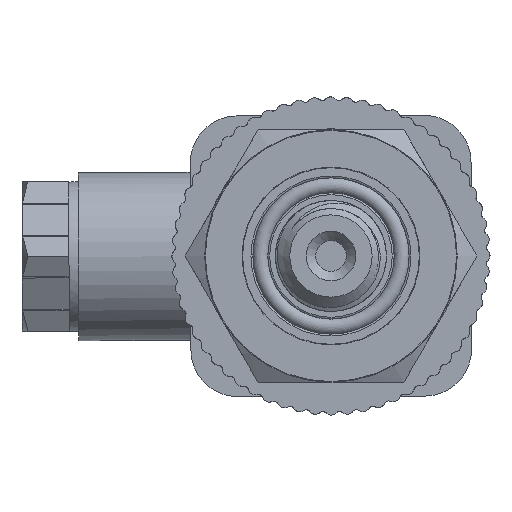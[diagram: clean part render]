
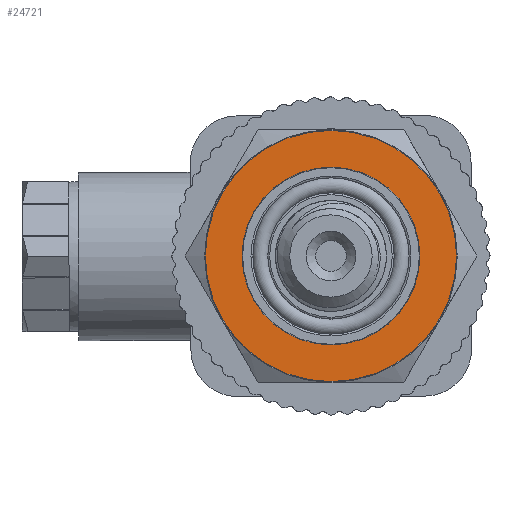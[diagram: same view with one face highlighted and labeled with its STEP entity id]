
A CAD part, left-side view. The second image highlights one B-rep face of the part: STEP entity #24721.
In plain terms, the highlighted planar face has unit normal (-1, 0, 0).
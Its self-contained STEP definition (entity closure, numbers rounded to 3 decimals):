
#345=PLANE('',#26028);
#1567=FACE_BOUND('',#3411,.T.);
#1994=FACE_OUTER_BOUND('',#3410,.T.);
#3410=EDGE_LOOP('',(#18374));
#3411=EDGE_LOOP('',(#18375));
#4661=CIRCLE('',#26029,13.425);
#4662=CIRCLE('',#26030,9.5);
#10869=VERTEX_POINT('',#45654);
#10870=VERTEX_POINT('',#45656);
#13693=EDGE_CURVE('',#10869,#10869,#4661,.T.);
#13694=EDGE_CURVE('',#10870,#10870,#4662,.T.);
#18374=ORIENTED_EDGE('',*,*,#13693,.F.);
#18375=ORIENTED_EDGE('',*,*,#13694,.T.);
#24721=ADVANCED_FACE('',(#1994,#1567),#345,.F.);
#26028=AXIS2_PLACEMENT_3D('',#45653,#28015,#28016);
#26029=AXIS2_PLACEMENT_3D('',#45655,#28017,#28018);
#26030=AXIS2_PLACEMENT_3D('',#45657,#28019,#28020);
#28015=DIRECTION('center_axis',(1.,0.,0.));
#28016=DIRECTION('ref_axis',(0.,0.,-1.));
#28017=DIRECTION('center_axis',(1.,0.,0.));
#28018=DIRECTION('ref_axis',(0.,1.,0.));
#28019=DIRECTION('center_axis',(1.,0.,0.));
#28020=DIRECTION('ref_axis',(0.,0.,-1.));
#45653=CARTESIAN_POINT('Origin',(-48.,9.5,0.));
#45654=CARTESIAN_POINT('',(-48.,-13.425,0.));
#45655=CARTESIAN_POINT('Origin',(-48.,0.,0.));
#45656=CARTESIAN_POINT('',(-48.,-9.5,0.));
#45657=CARTESIAN_POINT('Origin',(-48.,0.,0.));
